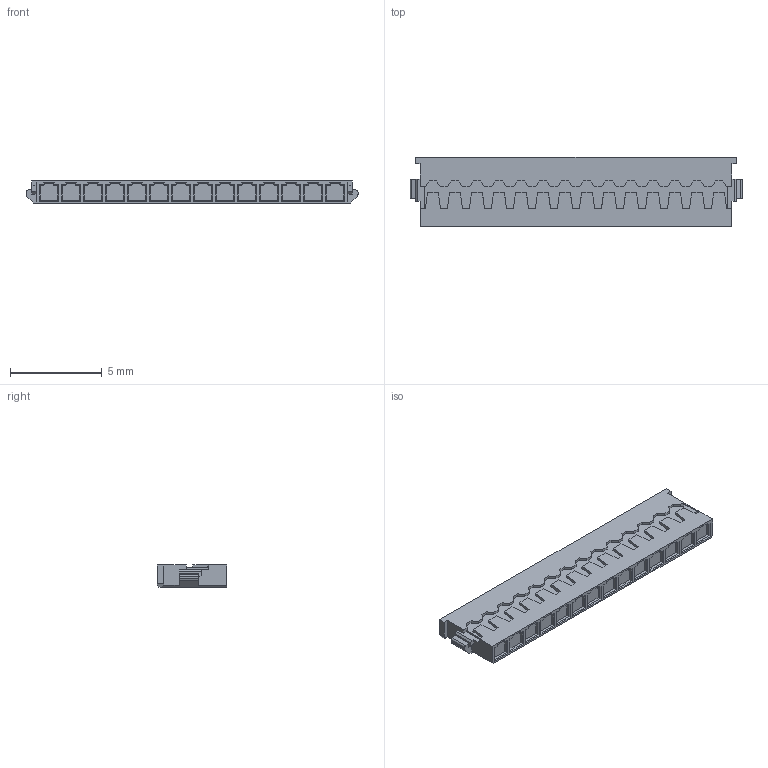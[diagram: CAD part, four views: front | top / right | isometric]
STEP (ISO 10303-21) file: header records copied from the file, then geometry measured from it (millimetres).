
FILE_DESCRIPTION(('CoCreate Modeling STEP Export'),'2;1');
FILE_NAME('WB1201(H)-H014X.stp','2021-09-18T 9:11:57',(''),(''),'CoCreate Modeling STEP processor for AP214 (Solid Model)','CoCreate Modeling 16.00 13-May-2008 (C) Parametric Technology GmbH','');
FILE_SCHEMA(('AUTOMOTIVE_DESIGN { 1 0 10303 214 1 1 1 1 }'));
Length unit declared in the file: millimetre
Products named in the file (2): WB1201(H)-H014X
Assembly tree (1 placements, depth 2):
  WB1201(H)-H014X
    WB1201(H)-H014X
Bounding box: 18.1 x 3.8 x 1.2 mm (x, y, z)
Volume: 69.7 mm3; surface area: 223.7 mm2
Topology: 1 solids, 1 shells, 569 faces, 1517 edges, 964 vertices
Faces by surface type: plane 537, cylinder 32
Entity records: 17072 total; most frequent: ORIENTED_EDGE 3034, CARTESIAN_POINT 3014, DIRECTION 2665, EDGE_CURVE 1517, VECTOR 1435, LINE 1435, VERTEX_POINT 964, AXIS2_PLACEMENT_3D 615
